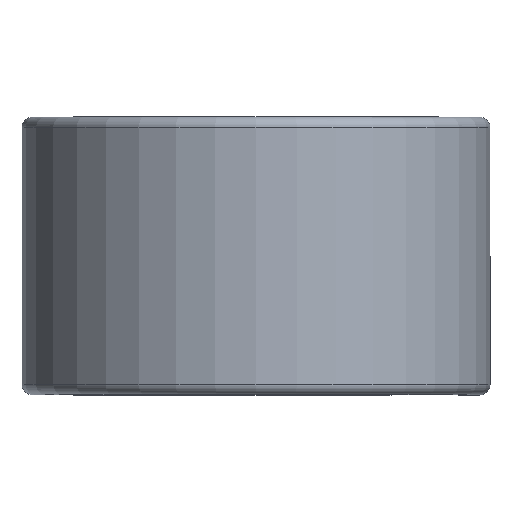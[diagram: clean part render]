
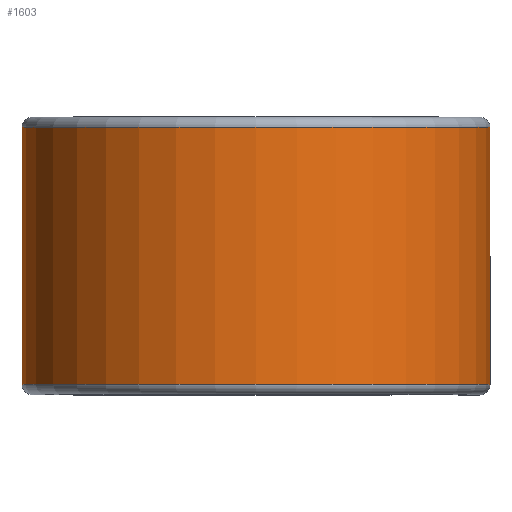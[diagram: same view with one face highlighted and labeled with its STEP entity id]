
A CAD part, top view. The second image highlights one B-rep face of the part: STEP entity #1603.
In plain terms, the highlighted cylindrical face has radius 17.399 mm (diameter 34.798 mm), a partial arc.
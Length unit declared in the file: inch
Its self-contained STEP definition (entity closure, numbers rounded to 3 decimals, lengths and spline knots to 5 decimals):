
#45 = CARTESIAN_POINT ( 'NONE',  ( 0., 0.37625, 0. ) ) ;
#54 = CARTESIAN_POINT ( 'NONE',  ( 0.685, 0.37625, 0. ) ) ;
#114 = EDGE_CURVE ( 'NONE', #1538, #204, #1293, .T. ) ;
#118 = EDGE_LOOP ( 'NONE', ( #852, #2198, #1491, #2023 ) ) ;
#176 = AXIS2_PLACEMENT_3D ( 'NONE', #606, #796, #1715 ) ;
#204 = VERTEX_POINT ( 'NONE', #54 ) ;
#234 = DIRECTION ( 'NONE',  ( 0., 0., -1. ) ) ;
#257 = VECTOR ( 'NONE', #1874, 39.37008 ) ;
#334 = CYLINDRICAL_SURFACE ( 'NONE', #176, 0.685 ) ;
#344 = CARTESIAN_POINT ( 'NONE',  ( 0.685, 0.37625, 0. ) ) ;
#383 = EDGE_CURVE ( 'NONE', #1788, #2286, #1866, .T. ) ;
#477 = AXIS2_PLACEMENT_3D ( 'NONE', #947, #2232, #1143 ) ;
#497 = VECTOR ( 'NONE', #528, 39.37008 ) ;
#528 = DIRECTION ( 'NONE',  ( 0., 1., 0. ) ) ;
#606 = CARTESIAN_POINT ( 'NONE',  ( 0., 0.375, 0. ) ) ;
#702 = CARTESIAN_POINT ( 'NONE',  ( 0., -0.37625, -0.685 ) ) ;
#759 = FACE_OUTER_BOUND ( 'NONE', #118, .T. ) ;
#783 = CIRCLE ( 'NONE', #477, 0.685 ) ;
#796 = DIRECTION ( 'NONE',  ( 0., -1., 0. ) ) ;
#852 = ORIENTED_EDGE ( 'NONE', *, *, #114, .T. ) ;
#915 = CARTESIAN_POINT ( 'NONE',  ( 0., 0.37625, -0.685 ) ) ;
#947 = CARTESIAN_POINT ( 'NONE',  ( 0., -0.37625, 0. ) ) ;
#964 = AXIS2_PLACEMENT_3D ( 'NONE', #45, #1308, #234 ) ;
#1143 = DIRECTION ( 'NONE',  ( 0., 0., -1. ) ) ;
#1165 = EDGE_CURVE ( 'NONE', #1538, #1788, #783, .T. ) ;
#1210 = CIRCLE ( 'NONE', #964, 0.685 ) ;
#1293 = LINE ( 'NONE', #344, #257 ) ;
#1308 = DIRECTION ( 'NONE',  ( 0., -1., 0. ) ) ;
#1316 = EDGE_CURVE ( 'NONE', #204, #2286, #1210, .T. ) ;
#1491 = ORIENTED_EDGE ( 'NONE', *, *, #383, .F. ) ;
#1538 = VERTEX_POINT ( 'NONE', #2039 ) ;
#1603 = ADVANCED_FACE ( 'NONE', ( #759 ), #334, .T. ) ;
#1715 = DIRECTION ( 'NONE',  ( 0., 0., -1. ) ) ;
#1788 = VERTEX_POINT ( 'NONE', #702 ) ;
#1866 = LINE ( 'NONE', #915, #497 ) ;
#1874 = DIRECTION ( 'NONE',  ( 0., 1., 0. ) ) ;
#1993 = CARTESIAN_POINT ( 'NONE',  ( 0., 0.37625, -0.685 ) ) ;
#2023 = ORIENTED_EDGE ( 'NONE', *, *, #1165, .F. ) ;
#2039 = CARTESIAN_POINT ( 'NONE',  ( 0.685, -0.37625, 0. ) ) ;
#2198 = ORIENTED_EDGE ( 'NONE', *, *, #1316, .T. ) ;
#2232 = DIRECTION ( 'NONE',  ( 0., -1., 0. ) ) ;
#2286 = VERTEX_POINT ( 'NONE', #1993 ) ;
